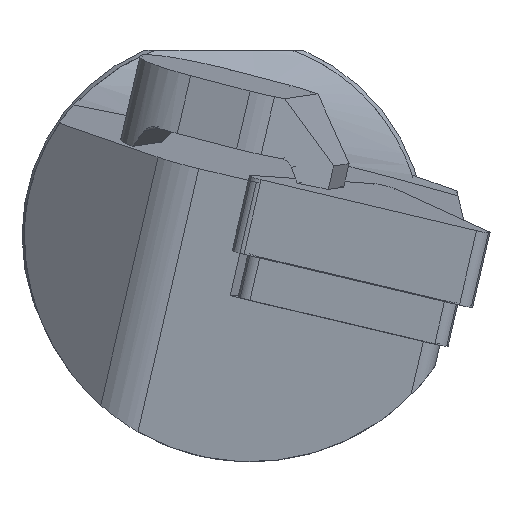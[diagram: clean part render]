
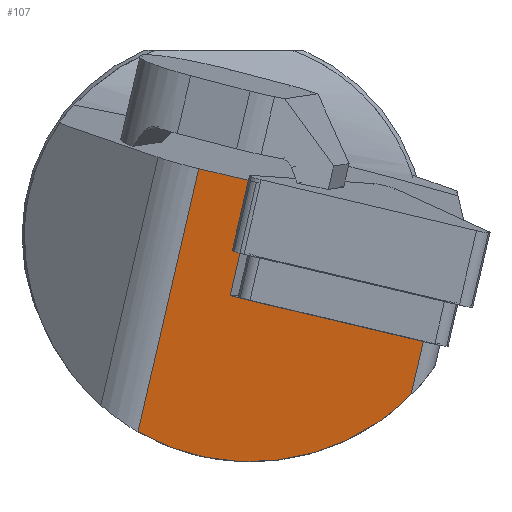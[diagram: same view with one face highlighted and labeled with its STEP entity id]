
A CAD part, left-side view. The second image highlights one B-rep face of the part: STEP entity #107.
In plain terms, the highlighted planar face has unit normal (-0.993, 0.073, -0.09).
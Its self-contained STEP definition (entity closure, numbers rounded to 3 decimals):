
#70=ELLIPSE('',#1052,14.096,14.);
#107=ADVANCED_FACE('',(#194),#163,.F.);
#163=PLANE('',#1053);
#194=FACE_OUTER_BOUND('',#250,.T.);
#250=EDGE_LOOP('',(#504,#505,#506,#507,#508,#509,#510));
#312=LINE('',#1447,#395);
#318=LINE('',#1474,#401);
#322=LINE('',#1496,#405);
#323=LINE('',#1498,#406);
#324=LINE('',#1502,#407);
#325=LINE('',#1504,#408);
#395=VECTOR('',#1158,1.);
#401=VECTOR('',#1174,1.);
#405=VECTOR('',#1184,1.);
#406=VECTOR('',#1185,1.);
#407=VECTOR('',#1188,1.);
#408=VECTOR('',#1189,1.);
#504=ORIENTED_EDGE('',*,*,#888,.F.);
#505=ORIENTED_EDGE('',*,*,#870,.T.);
#506=ORIENTED_EDGE('',*,*,#881,.F.);
#507=ORIENTED_EDGE('',*,*,#889,.T.);
#508=ORIENTED_EDGE('',*,*,#890,.T.);
#509=ORIENTED_EDGE('',*,*,#891,.F.);
#510=ORIENTED_EDGE('',*,*,#892,.F.);
#771=VERTEX_POINT('',#1446);
#772=VERTEX_POINT('',#1448);
#781=VERTEX_POINT('',#1473);
#787=VERTEX_POINT('',#1497);
#788=VERTEX_POINT('',#1499);
#789=VERTEX_POINT('',#1501);
#790=VERTEX_POINT('',#1503);
#870=EDGE_CURVE('',#772,#771,#312,.T.);
#881=EDGE_CURVE('',#781,#771,#318,.T.);
#888=EDGE_CURVE('',#772,#787,#322,.T.);
#889=EDGE_CURVE('',#781,#788,#323,.T.);
#890=EDGE_CURVE('',#788,#789,#70,.T.);
#891=EDGE_CURVE('',#790,#789,#324,.T.);
#892=EDGE_CURVE('',#787,#790,#325,.T.);
#1052=AXIS2_PLACEMENT_3D('',#1500,#1186,#1187);
#1053=AXIS2_PLACEMENT_3D('',#1505,#1190,#1191);
#1158=DIRECTION('',(-0.105,-0.224,0.969));
#1174=DIRECTION('',(-0.051,-0.972,-0.23));
#1184=DIRECTION('',(-0.051,-0.972,-0.23));
#1185=DIRECTION('',(0.105,0.224,-0.969));
#1186=DIRECTION('',(-0.993,0.073,-0.09));
#1187=DIRECTION('',(0.116,0.627,-0.77));
#1188=DIRECTION('',(0.105,0.224,-0.969));
#1189=DIRECTION('',(-0.051,-0.972,-0.23));
#1190=DIRECTION('',(0.993,-0.073,0.09));
#1191=DIRECTION('',(0.09,0.,-0.996));
#1446=CARTESIAN_POINT('',(1.573,-2.014,3.32));
#1447=CARTESIAN_POINT('',(0.762,-3.75,10.84));
#1448=CARTESIAN_POINT('',(2.33,-0.394,-3.696));
#1473=CARTESIAN_POINT('',(1.76,1.546,4.162));
#1474=CARTESIAN_POINT('',(0.946,-13.983,0.489));
#1496=CARTESIAN_POINT('',(1.703,-12.363,-6.527));
#1497=CARTESIAN_POINT('',(2.293,-1.114,-3.866));
#1498=CARTESIAN_POINT('',(4.865,8.19,-24.618));
#1499=CARTESIAN_POINT('',(3.519,5.311,-12.147));
#1500=CARTESIAN_POINT('',(1.902,-1.65,0.));
#1501=CARTESIAN_POINT('',(2.062,-11.595,-9.854));
#1502=CARTESIAN_POINT('',(4.051,-7.338,-28.291));
#1503=CARTESIAN_POINT('',(1.703,-12.363,-6.527));
#1504=CARTESIAN_POINT('',(1.703,-12.363,-6.527));
#1505=CARTESIAN_POINT('',(4.051,-7.338,-28.291));
